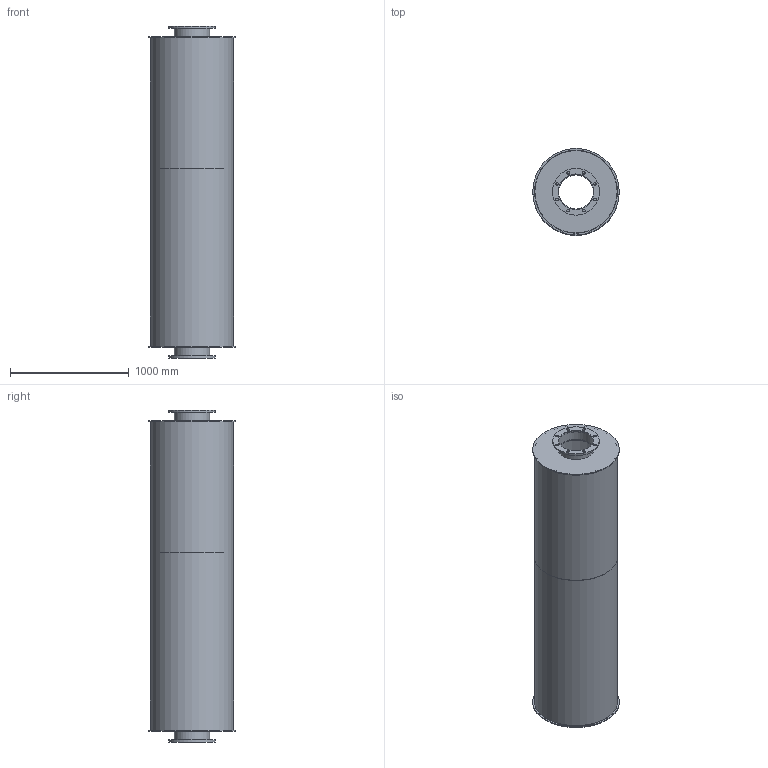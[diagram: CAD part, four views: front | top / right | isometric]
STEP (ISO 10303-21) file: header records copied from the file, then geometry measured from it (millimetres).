
FILE_DESCRIPTION(/* description */ (''),/* implementation_level */ '2;1');
FILE_NAME(/* name */ 'HDD 11.stp',/* time_stamp */ '2014-10-14T10:29:16+02:00',/* author */ ('Tekenkamer'),/* organization */ (''),/* preprocessor_version */ 'ST-DEVELOPER v15.6',/* originating_system */ 'Autodesk Inventor 2015',/* authorisation */ '');
FILE_SCHEMA (('AUTOMOTIVE_DESIGN { 1 0 10303 214 3 1 1 }'));
Length unit declared in the file: millimetre
Products named in the file (1): MAAT3D
Bounding box: 730 x 730 x 2800 mm (x, y, z)
Volume: 24930821.6 mm3; surface area: 13512910.5 mm2
Topology: 8 solids, 8 shells, 48 faces, 96 edges, 64 vertices
Faces by surface type: cylinder 32, plane 16
Full cylindrical faces by diameter (mm): 22 x16, 292 x2, 298 x2, 300 x4, 395 x2, 694 x2, 700 x2, 730 x2
Entity records: 1244 total; most frequent: DIRECTION 226, CARTESIAN_POINT 177, EDGE_LOOP 128, ORIENTED_EDGE 128, AXIS2_PLACEMENT_3D 113, FACE_BOUND 80, CIRCLE 64, VERTEX_POINT 64
